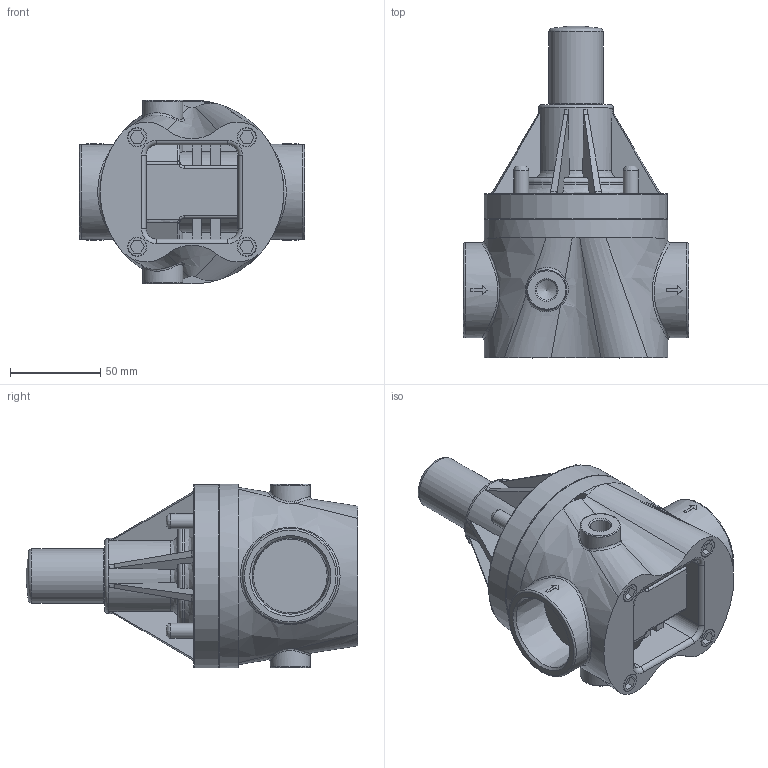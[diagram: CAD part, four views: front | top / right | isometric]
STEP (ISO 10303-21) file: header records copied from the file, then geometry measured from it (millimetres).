
FILE_DESCRIPTION((''),'2;1');
FILE_NAME('ECO-125A-PVC_R0.ipt.stp','2017-02-28T12:01:41',(''),(''),'Autodesk Inventor 2009','Autodesk Inventor 2009','');
FILE_SCHEMA(('AUTOMOTIVE_DESIGN { 1 0 10303 214 1 1 1 1 }'));
Length unit declared in the file: inch
Products named in the file (1): ECO-125A-PVC_R0
Bounding box: 124.46 x 183.44 x 101.6 mm (x, y, z)
Volume: 748086.2 mm3; surface area: 107492.5 mm2
Topology: 1 solids, 17 shells, 410 faces, 993 edges, 645 vertices
Faces by surface type: plane 169, bspline 120, cylinder 81, torus 27, cone 13
Full cylindrical faces by diameter (mm): 5.842 x4, 6.502 x4, 8.382 x4, 10.16 x4, 11.112 x1, 11.113 x1, 22.225 x2, 29.972 x1, 41.656 x1, 52.578 x2, 101.6 x2
Entity records: 17733 total; most frequent: CARTESIAN_POINT 8508, ORIENTED_EDGE 1836, DIRECTION 1692, EDGE_CURVE 918, AXIS2_PLACEMENT_3D 649, VERTEX_POINT 630, EDGE_LOOP 506, FACE_OUTER_BOUND 410
